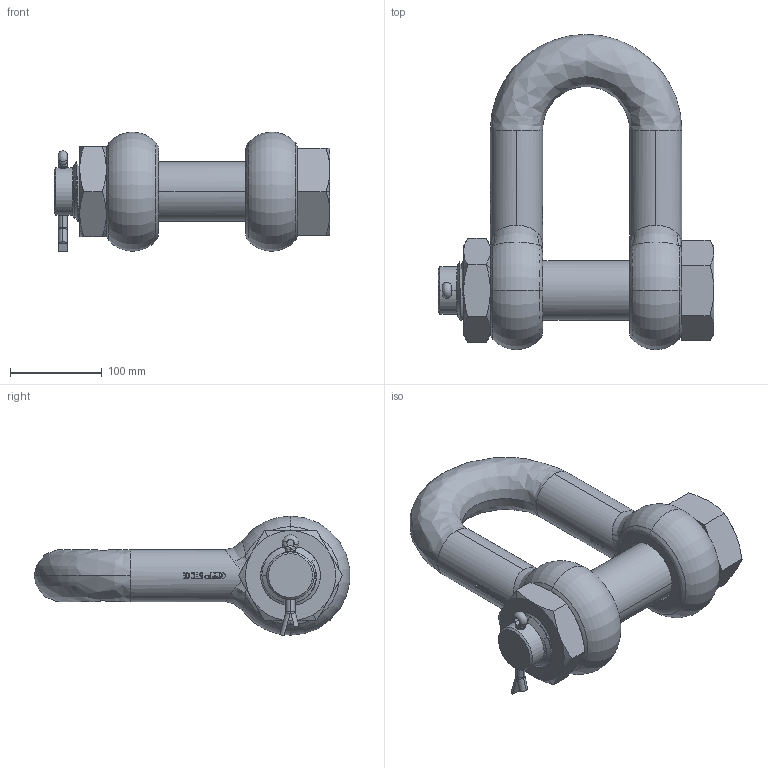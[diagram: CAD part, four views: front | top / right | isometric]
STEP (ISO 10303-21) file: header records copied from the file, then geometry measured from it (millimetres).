
FILE_DESCRIPTION(('STEP AP214'),'1');
FILE_NAME('gpgdmb57.stp','2017-03-31T06:06:01',('TraceParts'),('TraceParts S.A.'),'Spatial InterOp 3D',' ',' ');
FILE_SCHEMA(('automotive_design'));
Length unit declared in the file: millimetre
Products named in the file (4): gpgdmb57_1; gpgdmb57_2; gpgdmb57_3; gpgdmb57_4
Bounding box: 301 x 344.03 x 130.74 mm (x, y, z)
Volume: 3357967 mm3; surface area: 293994.4 mm2
Topology: 4 solids, 4 shells, 742 faces, 2008 edges, 1313 vertices
Faces by surface type: plane 323, bspline 274, cylinder 104, cone 30, torus 11
Entity records: 36955 total; most frequent: CARTESIAN_POINT 20289, ORIENTED_EDGE 4000, DIRECTION 2534, EDGE_CURVE 2000, VERTEX_POINT 1313, LINE 978, VECTOR 978, EDGE_LOOP 797
